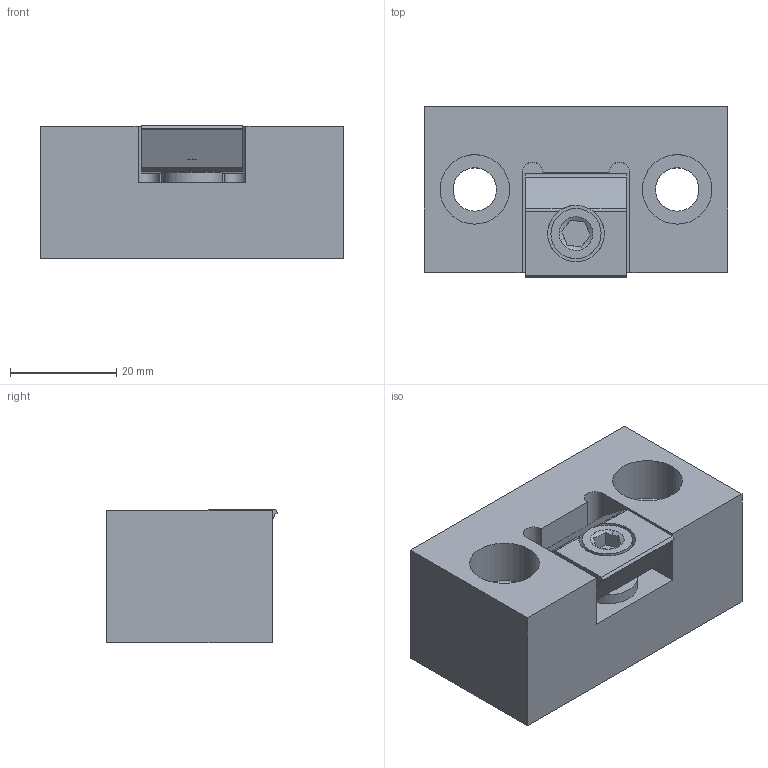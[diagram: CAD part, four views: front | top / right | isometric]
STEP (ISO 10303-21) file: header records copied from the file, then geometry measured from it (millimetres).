
FILE_DESCRIPTION (( 'STEP AP214' ), '1' );
FILE_NAME ('SW3dPS-56220.step', '2010-03-12T07:39:31', ( 'sysAdmin' ), ( 'SolidWorks' ), 'SwSTEP 2.0', 'SolidWorks 2010', '' );
FILE_SCHEMA (( 'AUTOMOTIVE_DESIGN' ));
Length unit declared in the file: millimetre
Products named in the file (5): SW3dPS-56220_56220.sldasm-Part-1; SW3dPS-56220_56220.sldasm-Part-3; SW3dPS-56220_56220.sldasm-Part-2; SW3dPS-56220_56220.sldasm-Part-4; SW3dPS-56220
Assembly tree (4 placements, depth 2):
  SW3dPS-56220
    SW3dPS-56220_56220.sldasm-Part-4
    SW3dPS-56220_56220.sldasm-Part-1
    SW3dPS-56220_56220.sldasm-Part-2
    SW3dPS-56220_56220.sldasm-Part-3
Bounding box: 57.15 x 32.22 x 25.04 mm (x, y, z)
Volume: 38750.4 mm3; surface area: 12215.9 mm2
Topology: 4 solids, 4 shells, 68 faces, 166 edges, 110 vertices
Faces by surface type: plane 35, cylinder 31, cone 2
Entity records: 2290 total; most frequent: CARTESIAN_POINT 427, DIRECTION 356, ORIENTED_EDGE 332, EDGE_CURVE 166, AXIS2_PLACEMENT_3D 131, VERTEX_POINT 110, VECTOR 94, LINE 94
